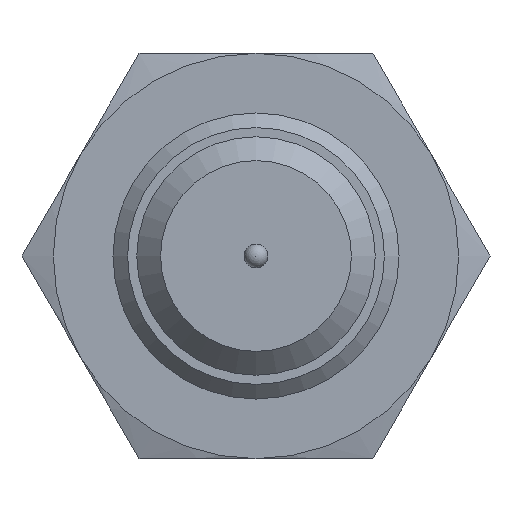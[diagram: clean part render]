
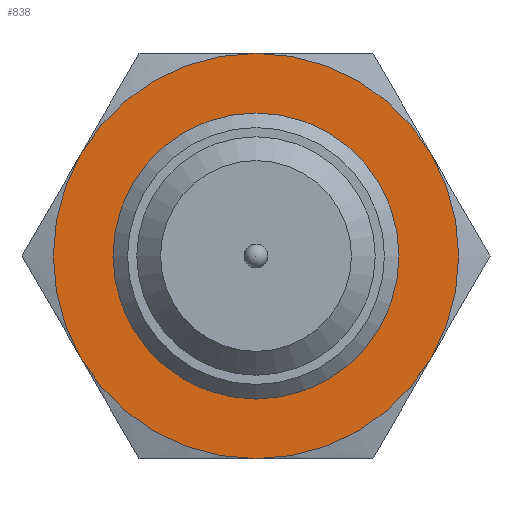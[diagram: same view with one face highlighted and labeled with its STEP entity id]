
A CAD part, left-side view. The second image highlights one B-rep face of the part: STEP entity #838.
In plain terms, the highlighted planar face has unit normal (-1, 0, 0).
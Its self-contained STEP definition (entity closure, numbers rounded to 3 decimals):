
#46=PLANE('',#932);
#81=CIRCLE('',#907,8.5);
#82=CIRCLE('',#909,8.5);
#83=CIRCLE('',#911,8.5);
#84=CIRCLE('',#913,8.5);
#85=CIRCLE('',#915,8.5);
#86=CIRCLE('',#917,6.);
#94=CIRCLE('',#933,8.5);
#164=ORIENTED_EDGE('',*,*,#367,.F.);
#165=ORIENTED_EDGE('',*,*,#369,.F.);
#166=ORIENTED_EDGE('',*,*,#372,.F.);
#167=ORIENTED_EDGE('',*,*,#383,.F.);
#168=ORIENTED_EDGE('',*,*,#362,.F.);
#169=ORIENTED_EDGE('',*,*,#363,.F.);
#170=ORIENTED_EDGE('',*,*,#375,.T.);
#362=EDGE_CURVE('',#475,#473,#81,.T.);
#363=EDGE_CURVE('',#476,#475,#82,.T.);
#367=EDGE_CURVE('',#479,#476,#83,.T.);
#369=EDGE_CURVE('',#480,#479,#84,.T.);
#372=EDGE_CURVE('',#482,#480,#85,.T.);
#375=EDGE_CURVE('',#484,#484,#86,.T.);
#383=EDGE_CURVE('',#473,#482,#94,.T.);
#473=VERTEX_POINT('',#1289);
#475=VERTEX_POINT('',#1295);
#476=VERTEX_POINT('',#1299);
#479=VERTEX_POINT('',#1315);
#480=VERTEX_POINT('',#1323);
#482=VERTEX_POINT('',#1335);
#484=VERTEX_POINT('',#1347);
#618=EDGE_LOOP('',(#164,#165,#166,#167,#168,#169));
#619=EDGE_LOOP('',(#170));
#716=FACE_BOUND('',#618,.T.);
#717=FACE_BOUND('',#619,.T.);
#838=ADVANCED_FACE('',(#716,#717),#46,.F.);
#907=AXIS2_PLACEMENT_3D('',#1296,#1031,#1032);
#909=AXIS2_PLACEMENT_3D('',#1298,#1035,#1036);
#911=AXIS2_PLACEMENT_3D('',#1316,#1039,#1040);
#913=AXIS2_PLACEMENT_3D('',#1322,#1043,#1044);
#915=AXIS2_PLACEMENT_3D('',#1334,#1047,#1048);
#917=AXIS2_PLACEMENT_3D('',#1346,#1051,#1052);
#932=AXIS2_PLACEMENT_3D('',#1369,#1081,#1082);
#933=AXIS2_PLACEMENT_3D('',#1370,#1083,#1084);
#1031=DIRECTION('',(1.,0.,0.));
#1032=DIRECTION('',(0.,0.,-1.));
#1035=DIRECTION('',(1.,0.,0.));
#1036=DIRECTION('',(0.,0.,-1.));
#1039=DIRECTION('',(1.,0.,0.));
#1040=DIRECTION('',(0.,0.,-1.));
#1043=DIRECTION('',(1.,0.,0.));
#1044=DIRECTION('',(0.,0.,-1.));
#1047=DIRECTION('',(1.,0.,0.));
#1048=DIRECTION('',(0.,0.,-1.));
#1051=DIRECTION('',(1.,0.,0.));
#1052=DIRECTION('',(0.,0.,-1.));
#1081=DIRECTION('',(1.,0.,0.));
#1082=DIRECTION('',(0.,0.,-1.));
#1083=DIRECTION('',(1.,0.,0.));
#1084=DIRECTION('',(0.,0.,-1.));
#1289=CARTESIAN_POINT('',(13.,-7.361,4.25));
#1295=CARTESIAN_POINT('',(13.,0.,8.5));
#1296=CARTESIAN_POINT('',(13.,0.,0.));
#1298=CARTESIAN_POINT('',(13.,0.,0.));
#1299=CARTESIAN_POINT('',(13.,7.361,4.25));
#1315=CARTESIAN_POINT('',(13.,7.361,-4.25));
#1316=CARTESIAN_POINT('',(13.,0.,0.));
#1322=CARTESIAN_POINT('',(13.,0.,0.));
#1323=CARTESIAN_POINT('',(13.,0.,-8.5));
#1334=CARTESIAN_POINT('',(13.,0.,0.));
#1335=CARTESIAN_POINT('',(13.,-7.361,-4.25));
#1346=CARTESIAN_POINT('',(13.,0.,0.));
#1347=CARTESIAN_POINT('',(13.,0.,-6.));
#1369=CARTESIAN_POINT('',(13.,0.,0.));
#1370=CARTESIAN_POINT('',(13.,0.,0.));
